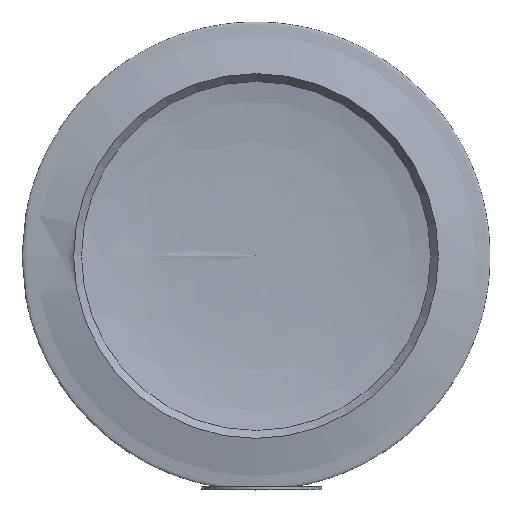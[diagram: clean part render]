
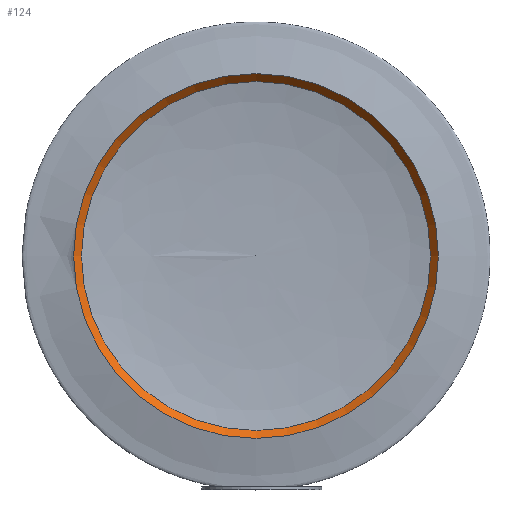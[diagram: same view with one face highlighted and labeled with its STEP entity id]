
A CAD part, front view. The second image highlights one B-rep face of the part: STEP entity #124.
In plain terms, the highlighted conical face has half-angle 40.114 degrees and reference radius 29.76 mm.
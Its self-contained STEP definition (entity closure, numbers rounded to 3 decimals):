
#20=CONICAL_SURFACE('',#149,29.76,0.7);
#26=LINE('',#601,#28);
#28=VECTOR('',#176,29.76);
#43=FACE_OUTER_BOUND('',#53,.T.);
#53=EDGE_LOOP('',(#105,#106,#107,#108,#109,#110));
#59=CIRCLE('',#147,29.104);
#60=CIRCLE('',#148,29.104);
#61=CIRCLE('',#150,30.417);
#62=CIRCLE('',#151,30.417);
#69=VERTEX_POINT('',#588);
#70=VERTEX_POINT('',#596);
#71=VERTEX_POINT('',#600);
#72=VERTEX_POINT('',#602);
#82=EDGE_CURVE('',#70,#69,#59,.T.);
#83=EDGE_CURVE('',#69,#70,#60,.T.);
#84=EDGE_CURVE('',#70,#71,#26,.T.);
#85=EDGE_CURVE('',#72,#71,#61,.T.);
#86=EDGE_CURVE('',#71,#72,#62,.T.);
#105=ORIENTED_EDGE('',*,*,#83,.T.);
#106=ORIENTED_EDGE('',*,*,#84,.T.);
#107=ORIENTED_EDGE('',*,*,#85,.F.);
#108=ORIENTED_EDGE('',*,*,#86,.F.);
#109=ORIENTED_EDGE('',*,*,#84,.F.);
#110=ORIENTED_EDGE('',*,*,#82,.T.);
#124=ADVANCED_FACE('',(#43),#20,.F.);
#147=AXIS2_PLACEMENT_3D('',#597,#170,#171);
#148=AXIS2_PLACEMENT_3D('',#598,#172,#173);
#149=AXIS2_PLACEMENT_3D('',#599,#174,#175);
#150=AXIS2_PLACEMENT_3D('',#603,#177,#178);
#151=AXIS2_PLACEMENT_3D('',#604,#179,#180);
#170=DIRECTION('center_axis',(0.,1.,0.));
#171=DIRECTION('ref_axis',(1.,0.,0.));
#172=DIRECTION('center_axis',(0.,1.,0.));
#173=DIRECTION('ref_axis',(1.,0.,0.));
#174=DIRECTION('center_axis',(0.,-1.,0.));
#175=DIRECTION('ref_axis',(-1.,0.,0.));
#176=DIRECTION('',(0.644,-0.765,0.));
#177=DIRECTION('center_axis',(0.,1.,0.));
#178=DIRECTION('ref_axis',(1.,0.,0.));
#179=DIRECTION('center_axis',(0.,1.,0.));
#180=DIRECTION('ref_axis',(1.,0.,0.));
#588=CARTESIAN_POINT('',(-64.104,2.102,0.));
#596=CARTESIAN_POINT('',(-5.896,2.102,0.));
#597=CARTESIAN_POINT('Origin',(-35.,2.102,0.));
#598=CARTESIAN_POINT('Origin',(-35.,2.102,0.));
#599=CARTESIAN_POINT('Origin',(-35.,1.323,0.));
#600=CARTESIAN_POINT('',(-4.583,0.543,0.));
#601=CARTESIAN_POINT('',(-5.24,1.323,0.));
#602=CARTESIAN_POINT('',(-65.417,0.543,0.));
#603=CARTESIAN_POINT('Origin',(-35.,0.543,0.));
#604=CARTESIAN_POINT('Origin',(-35.,0.543,0.));
